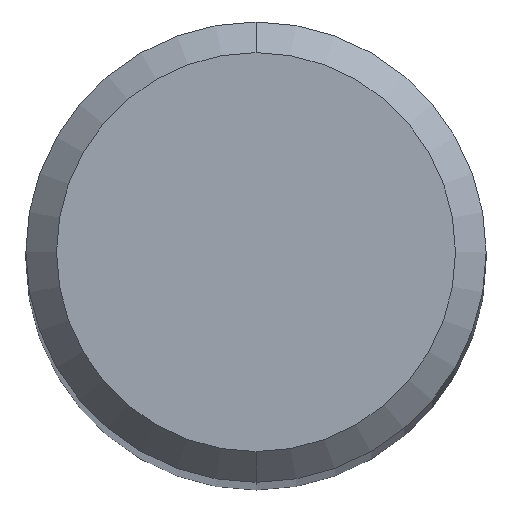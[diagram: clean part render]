
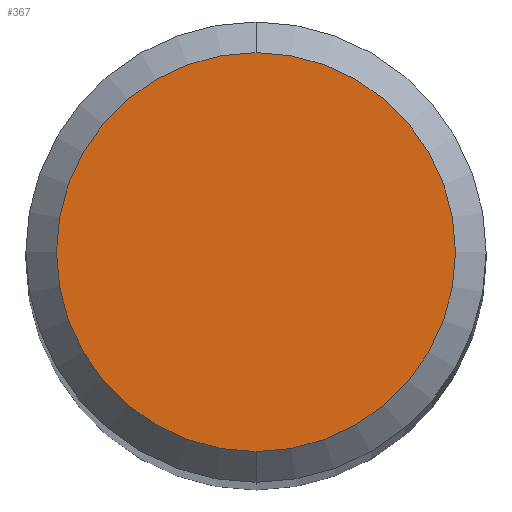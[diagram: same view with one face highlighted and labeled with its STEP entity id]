
A CAD part, top view. The second image highlights one B-rep face of the part: STEP entity #367.
In plain terms, the highlighted planar face has unit normal (0, 0, 1).
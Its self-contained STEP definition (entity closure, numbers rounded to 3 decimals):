
#367=ADVANCED_FACE('',(#1054),#1055,.T.);
#445=EDGE_CURVE('',#907,#623,#1141,.T.);
#623=VERTEX_POINT('',#1339);
#907=VERTEX_POINT('',#1646);
#969=EDGE_CURVE('',#623,#907,#1713,.T.);
#1054=FACE_OUTER_BOUND('',#1794,.T.);
#1055=PLANE('',#1795);
#1141=CIRCLE('',#2361,2.6);
#1339=CARTESIAN_POINT('',(0.,-2.6,0.0));
#1646=CARTESIAN_POINT('',(0.0,2.6,0.0));
#1713=CIRCLE('',#6401,2.6);
#1794=EDGE_LOOP('',(#6760,#6761));
#1795=AXIS2_PLACEMENT_3D('',#6762,#6763,#6764);
#2361=AXIS2_PLACEMENT_3D('',#6893,#6894,#6895);
#6401=AXIS2_PLACEMENT_3D('',#7497,#7498,#7499);
#6760=ORIENTED_EDGE('',*,*,#445,.F.);
#6761=ORIENTED_EDGE('',*,*,#969,.F.);
#6762=CARTESIAN_POINT('',(0.0,1.3,0.0));
#6763=DIRECTION('',(-0.0,0.0,1.0));
#6764=DIRECTION('',(0.0,-1.0,0.0));
#6893=CARTESIAN_POINT('',(0.0,0.0,0.0));
#6894=DIRECTION('',(0.0,0.0,-1.0));
#6895=DIRECTION('',(0.0,1.0,0.0));
#7497=CARTESIAN_POINT('',(0.0,0.0,0.0));
#7498=DIRECTION('',(0.0,0.0,-1.0));
#7499=DIRECTION('',(0.0,1.0,0.0));
